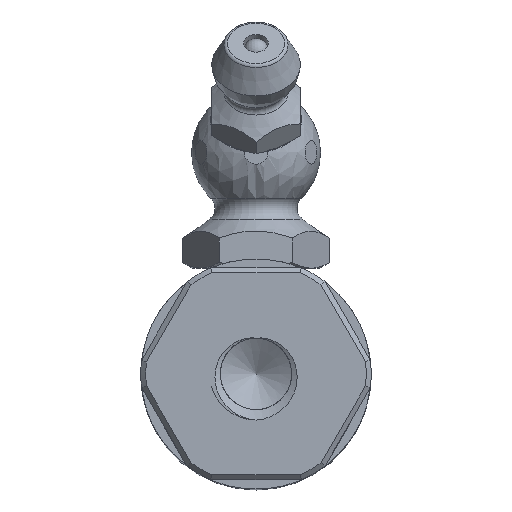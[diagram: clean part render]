
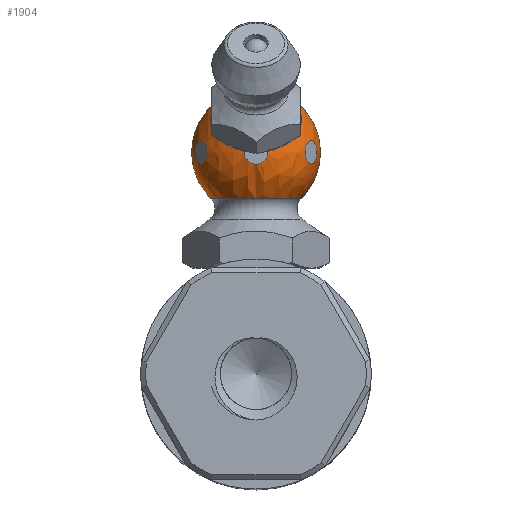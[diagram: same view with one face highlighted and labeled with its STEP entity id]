
A CAD part, top view. The second image highlights one B-rep face of the part: STEP entity #1904.
In plain terms, the highlighted spherical face has radius 4.843 mm.
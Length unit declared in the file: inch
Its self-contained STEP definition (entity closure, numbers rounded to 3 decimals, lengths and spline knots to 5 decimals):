
#19=SPHERICAL_SURFACE('',#2135,0.19068);
#88=FACE_BOUND('',#445,.T.);
#89=FACE_BOUND('',#446,.T.);
#90=FACE_BOUND('',#447,.T.);
#91=FACE_BOUND('',#448,.T.);
#204=CIRCLE('',#2100,0.13291);
#227=CIRCLE('',#2136,0.0347);
#228=CIRCLE('',#2137,0.19068);
#229=CIRCLE('',#2138,0.0347);
#230=CIRCLE('',#2139,0.19068);
#231=CIRCLE('',#2140,0.0347);
#232=CIRCLE('',#2141,0.13483);
#233=CIRCLE('',#2142,0.0347);
#234=CIRCLE('',#2143,0.19068);
#235=CIRCLE('',#2144,0.0347);
#236=CIRCLE('',#2145,0.19068);
#237=CIRCLE('',#2146,0.0347);
#238=CIRCLE('',#2147,0.0347);
#239=CIRCLE('',#2148,0.0347);
#240=CIRCLE('',#2149,0.0347);
#241=CIRCLE('',#2150,0.0347);
#328=FACE_OUTER_BOUND('',#444,.T.);
#444=EDGE_LOOP('',(#1528,#1529,#1530,#1531,#1532,#1533,#1534,#1535,#1536,
#1537,#1538,#1539,#1540,#1541,#1542,#1543));
#445=EDGE_LOOP('',(#1544));
#446=EDGE_LOOP('',(#1545));
#447=EDGE_LOOP('',(#1546));
#448=EDGE_LOOP('',(#1547));
#813=VERTEX_POINT('',#8069);
#851=VERTEX_POINT('',#8220);
#852=VERTEX_POINT('',#8221);
#853=VERTEX_POINT('',#8223);
#854=VERTEX_POINT('',#8226);
#855=VERTEX_POINT('',#8228);
#856=VERTEX_POINT('',#8230);
#857=VERTEX_POINT('',#8232);
#858=VERTEX_POINT('',#8234);
#859=VERTEX_POINT('',#8236);
#860=VERTEX_POINT('',#8238);
#861=VERTEX_POINT('',#8242);
#862=VERTEX_POINT('',#8244);
#863=VERTEX_POINT('',#8246);
#1046=EDGE_CURVE('',#813,#813,#204,.T.);
#1093=EDGE_CURVE('',#851,#852,#227,.T.);
#1094=EDGE_CURVE('',#853,#852,#228,.T.);
#1095=EDGE_CURVE('',#852,#851,#229,.T.);
#1096=EDGE_CURVE('',#851,#854,#230,.T.);
#1097=EDGE_CURVE('',#854,#855,#231,.T.);
#1098=EDGE_CURVE('',#855,#856,#232,.T.);
#1099=EDGE_CURVE('',#856,#857,#233,.T.);
#1100=EDGE_CURVE('',#857,#858,#234,.T.);
#1101=EDGE_CURVE('',#858,#859,#235,.T.);
#1102=EDGE_CURVE('',#859,#860,#236,.T.);
#1103=EDGE_CURVE('',#859,#858,#237,.T.);
#1104=EDGE_CURVE('',#857,#854,#238,.T.);
#1105=EDGE_CURVE('',#861,#861,#239,.T.);
#1106=EDGE_CURVE('',#862,#862,#240,.T.);
#1107=EDGE_CURVE('',#863,#863,#241,.T.);
#1528=ORIENTED_EDGE('',*,*,#1093,.T.);
#1529=ORIENTED_EDGE('',*,*,#1094,.F.);
#1530=ORIENTED_EDGE('',*,*,#1094,.T.);
#1531=ORIENTED_EDGE('',*,*,#1095,.T.);
#1532=ORIENTED_EDGE('',*,*,#1096,.T.);
#1533=ORIENTED_EDGE('',*,*,#1097,.T.);
#1534=ORIENTED_EDGE('',*,*,#1098,.T.);
#1535=ORIENTED_EDGE('',*,*,#1099,.T.);
#1536=ORIENTED_EDGE('',*,*,#1100,.T.);
#1537=ORIENTED_EDGE('',*,*,#1101,.T.);
#1538=ORIENTED_EDGE('',*,*,#1102,.T.);
#1539=ORIENTED_EDGE('',*,*,#1102,.F.);
#1540=ORIENTED_EDGE('',*,*,#1103,.T.);
#1541=ORIENTED_EDGE('',*,*,#1100,.F.);
#1542=ORIENTED_EDGE('',*,*,#1104,.T.);
#1543=ORIENTED_EDGE('',*,*,#1096,.F.);
#1544=ORIENTED_EDGE('',*,*,#1046,.T.);
#1545=ORIENTED_EDGE('',*,*,#1105,.T.);
#1546=ORIENTED_EDGE('',*,*,#1106,.T.);
#1547=ORIENTED_EDGE('',*,*,#1107,.T.);
#1904=ADVANCED_FACE('',(#328,#88,#89,#90,#91),#19,.T.);
#2100=AXIS2_PLACEMENT_3D('',#8070,#2444,#2445);
#2135=AXIS2_PLACEMENT_3D('',#8219,#2519,#2520);
#2136=AXIS2_PLACEMENT_3D('',#8222,#2521,#2522);
#2137=AXIS2_PLACEMENT_3D('',#8224,#2523,#2524);
#2138=AXIS2_PLACEMENT_3D('',#8225,#2525,#2526);
#2139=AXIS2_PLACEMENT_3D('',#8227,#2527,#2528);
#2140=AXIS2_PLACEMENT_3D('',#8229,#2529,#2530);
#2141=AXIS2_PLACEMENT_3D('',#8231,#2531,#2532);
#2142=AXIS2_PLACEMENT_3D('',#8233,#2533,#2534);
#2143=AXIS2_PLACEMENT_3D('',#8235,#2535,#2536);
#2144=AXIS2_PLACEMENT_3D('',#8237,#2537,#2538);
#2145=AXIS2_PLACEMENT_3D('',#8239,#2539,#2540);
#2146=AXIS2_PLACEMENT_3D('',#8240,#2541,#2542);
#2147=AXIS2_PLACEMENT_3D('',#8241,#2543,#2544);
#2148=AXIS2_PLACEMENT_3D('',#8243,#2545,#2546);
#2149=AXIS2_PLACEMENT_3D('',#8245,#2547,#2548);
#2150=AXIS2_PLACEMENT_3D('',#8247,#2549,#2550);
#2444=DIRECTION('center_axis',(0.,1.,0.));
#2445=DIRECTION('ref_axis',(-1.,0.,0.));
#2519=DIRECTION('center_axis',(0.,0.,1.));
#2520=DIRECTION('ref_axis',(-1.,0.,0.));
#2521=DIRECTION('center_axis',(-0.5,0.,-0.866));
#2522=DIRECTION('ref_axis',(-0.866,0.,0.5));
#2523=DIRECTION('center_axis',(0.,1.,0.));
#2524=DIRECTION('ref_axis',(1.,0.,0.));
#2525=DIRECTION('center_axis',(-0.5,0.,-0.866));
#2526=DIRECTION('ref_axis',(-0.866,0.,0.5));
#2527=DIRECTION('center_axis',(0.,1.,0.));
#2528=DIRECTION('ref_axis',(1.,0.,0.));
#2529=DIRECTION('center_axis',(-1.,0.,0.));
#2530=DIRECTION('ref_axis',(0.,0.,1.));
#2531=DIRECTION('center_axis',(-0.707,-0.707,0.));
#2532=DIRECTION('ref_axis',(0.707,-0.707,0.));
#2533=DIRECTION('center_axis',(-1.,0.,0.));
#2534=DIRECTION('ref_axis',(0.,0.,1.));
#2535=DIRECTION('center_axis',(0.,1.,0.));
#2536=DIRECTION('ref_axis',(1.,0.,0.));
#2537=DIRECTION('center_axis',(-0.5,0.,0.866));
#2538=DIRECTION('ref_axis',(0.866,0.,0.5));
#2539=DIRECTION('center_axis',(0.,1.,0.));
#2540=DIRECTION('ref_axis',(1.,0.,0.));
#2541=DIRECTION('center_axis',(-0.5,0.,0.866));
#2542=DIRECTION('ref_axis',(0.866,0.,0.5));
#2543=DIRECTION('center_axis',(-1.,0.,0.));
#2544=DIRECTION('ref_axis',(0.,0.,1.));
#2545=DIRECTION('center_axis',(1.,0.,0.));
#2546=DIRECTION('ref_axis',(0.,0.,-1.));
#2547=DIRECTION('center_axis',(0.5,0.,0.866));
#2548=DIRECTION('ref_axis',(0.866,0.,-0.5));
#2549=DIRECTION('center_axis',(0.5,0.,-0.866));
#2550=DIRECTION('ref_axis',(-0.866,0.,-0.5));
#8069=CARTESIAN_POINT('',(0.13291,0.20489,0.));
#8070=CARTESIAN_POINT('Origin',(0.,0.20489,0.));
#8219=CARTESIAN_POINT('Origin',(0.,0.34162,
0.));
#8220=CARTESIAN_POINT('',(0.1238,0.34162,0.14503));
#8221=CARTESIAN_POINT('',(0.0637,0.34162,0.17973));
#8222=CARTESIAN_POINT('Origin',(0.09375,0.34162,0.16238));
#8223=CARTESIAN_POINT('',(0.,0.34162,0.19068));
#8224=CARTESIAN_POINT('Origin',(0.,0.34162,
0.));
#8225=CARTESIAN_POINT('Origin',(0.09375,0.34162,0.16238));
#8226=CARTESIAN_POINT('',(0.1875,0.34162,0.0347));
#8227=CARTESIAN_POINT('Origin',(0.,0.34162,
0.));
#8228=CARTESIAN_POINT('',(0.1875,0.34481,0.03455));
#8229=CARTESIAN_POINT('Origin',(0.1875,0.34162,0.));
#8230=CARTESIAN_POINT('',(0.1875,0.34481,-0.03455));
#8231=CARTESIAN_POINT('Origin',(0.09534,0.43697,0.));
#8232=CARTESIAN_POINT('',(0.1875,0.34162,-0.0347));
#8233=CARTESIAN_POINT('Origin',(0.1875,0.34162,0.));
#8234=CARTESIAN_POINT('',(0.1238,0.34162,-0.14503));
#8235=CARTESIAN_POINT('Origin',(0.,0.34162,
0.));
#8236=CARTESIAN_POINT('',(0.0637,0.34162,-0.17973));
#8237=CARTESIAN_POINT('Origin',(0.09375,0.34162,-0.16238));
#8238=CARTESIAN_POINT('',(0.,0.34162,-0.19068));
#8239=CARTESIAN_POINT('Origin',(0.,0.34162,
0.));
#8240=CARTESIAN_POINT('Origin',(0.09375,0.34162,-0.16238));
#8241=CARTESIAN_POINT('Origin',(0.1875,0.34162,0.));
#8242=CARTESIAN_POINT('',(-0.1875,0.30693,0.));
#8243=CARTESIAN_POINT('Origin',(-0.1875,0.34162,0.));
#8244=CARTESIAN_POINT('',(-0.1238,0.34162,-0.14503));
#8245=CARTESIAN_POINT('Origin',(-0.09375,0.34162,-0.16238));
#8246=CARTESIAN_POINT('',(-0.0637,0.34162,0.17973));
#8247=CARTESIAN_POINT('Origin',(-0.09375,0.34162,0.16238));
